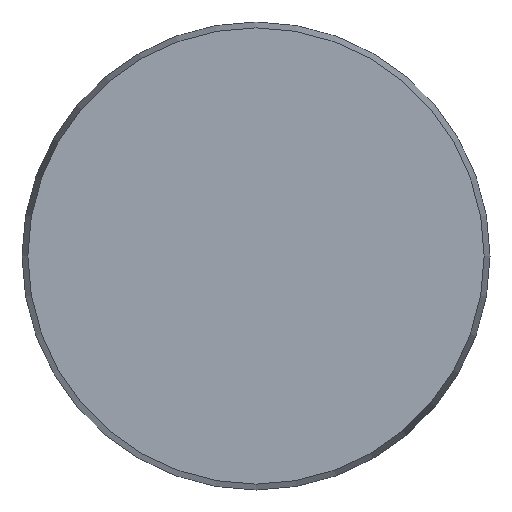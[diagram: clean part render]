
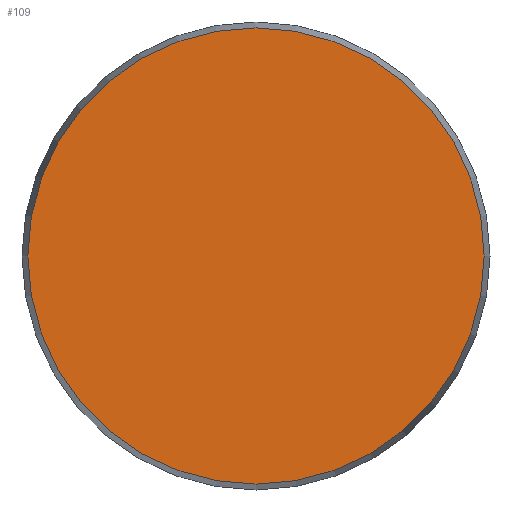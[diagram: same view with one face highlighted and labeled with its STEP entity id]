
A CAD part, front view. The second image highlights one B-rep face of the part: STEP entity #109.
In plain terms, the highlighted planar face has unit normal (0, -1, 0).
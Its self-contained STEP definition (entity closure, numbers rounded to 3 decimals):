
#109 = ADVANCED_FACE( '', ( #235 ), #236, .F. );
#235 = FACE_OUTER_BOUND( '', #408, .T. );
#236 = PLANE( '', #409 );
#408 = EDGE_LOOP( '', ( #635 ) );
#409 = AXIS2_PLACEMENT_3D( '', #636, #637, #638 );
#635 = ORIENTED_EDGE( '', *, *, #833, .T. );
#636 = CARTESIAN_POINT( '', ( 48.75, 0., 0. ) );
#637 = DIRECTION( '', ( 0., 1., 0. ) );
#638 = DIRECTION( '', ( 0., 0., 1. ) );
#833 = EDGE_CURVE( '', #981, #981, #982, .T. );
#981 = VERTEX_POINT( '', #1282 );
#982 = CIRCLE( '', #1283, 48.75 );
#1282 = CARTESIAN_POINT( '', ( 0., 0., -48.75 ) );
#1283 = AXIS2_PLACEMENT_3D( '', #1398, #1399, #1400 );
#1398 = CARTESIAN_POINT( '', ( 0., 0., 0. ) );
#1399 = DIRECTION( '', ( 0., -1., 0. ) );
#1400 = DIRECTION( '', ( 0., 0., -1. ) );
